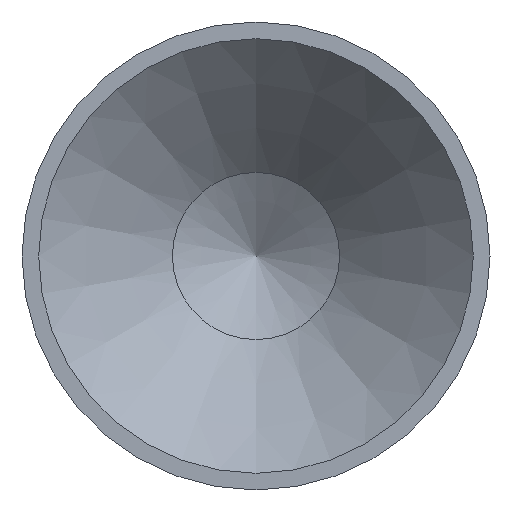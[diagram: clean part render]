
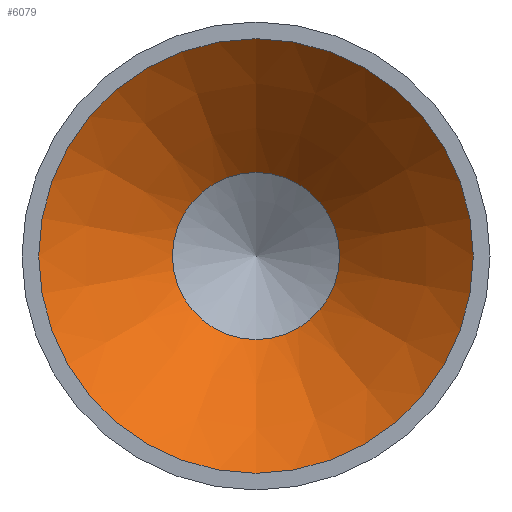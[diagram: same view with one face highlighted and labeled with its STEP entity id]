
A CAD part, front view. The second image highlights one B-rep face of the part: STEP entity #6079.
In plain terms, the highlighted conical face has half-angle 45 degrees and reference radius 6.5 mm.
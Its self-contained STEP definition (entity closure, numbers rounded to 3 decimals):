
#712 = EDGE_LOOP ( 'NONE', ( #2299 ) ) ;
#1471 = CARTESIAN_POINT ( 'NONE',  ( 0., 0., -6.5 ) ) ;
#2299 = ORIENTED_EDGE ( 'NONE', *, *, #11750, .T. ) ;
#2533 = CARTESIAN_POINT ( 'NONE',  ( 0., 4., -2.5 ) ) ;
#2754 = AXIS2_PLACEMENT_3D ( 'NONE', #3912, #4853, #7088 ) ;
#3711 = CIRCLE ( 'NONE', #2754, 2.5 ) ;
#3912 = CARTESIAN_POINT ( 'NONE',  ( 0., 4., 0. ) ) ;
#4077 = VERTEX_POINT ( 'NONE', #1471 ) ;
#4140 = CONICAL_SURFACE ( 'NONE', #6532, 6.5, 0.785 ) ;
#4853 = DIRECTION ( 'NONE',  ( 0., 1., 0. ) ) ;
#5446 = ORIENTED_EDGE ( 'NONE', *, *, #8401, .T. ) ;
#6017 = FACE_OUTER_BOUND ( 'NONE', #10574, .T. ) ;
#6079 = ADVANCED_FACE ( 'NONE', ( #12884, #6017 ), #4140, .F. ) ;
#6532 = AXIS2_PLACEMENT_3D ( 'NONE', #7950, #13259, #11088 ) ;
#7088 = DIRECTION ( 'NONE',  ( 0., 0., -1. ) ) ;
#7950 = CARTESIAN_POINT ( 'NONE',  ( 0., 0., 0. ) ) ;
#8401 = EDGE_CURVE ( 'NONE', #4077, #4077, #10601, .T. ) ;
#10133 = VERTEX_POINT ( 'NONE', #2533 ) ;
#10574 = EDGE_LOOP ( 'NONE', ( #5446 ) ) ;
#10601 = CIRCLE ( 'NONE', #13768, 6.5 ) ;
#11088 = DIRECTION ( 'NONE',  ( 0., 0., -1. ) ) ;
#11750 = EDGE_CURVE ( 'NONE', #10133, #10133, #3711, .T. ) ;
#12290 = DIRECTION ( 'NONE',  ( 0., -1., 0. ) ) ;
#12431 = CARTESIAN_POINT ( 'NONE',  ( 0., 0., 0. ) ) ;
#12884 = FACE_BOUND ( 'NONE', #712, .T. ) ;
#13259 = DIRECTION ( 'NONE',  ( 0., -1., 0. ) ) ;
#13408 = DIRECTION ( 'NONE',  ( 0., 0., -1. ) ) ;
#13768 = AXIS2_PLACEMENT_3D ( 'NONE', #12431, #12290, #13408 ) ;
